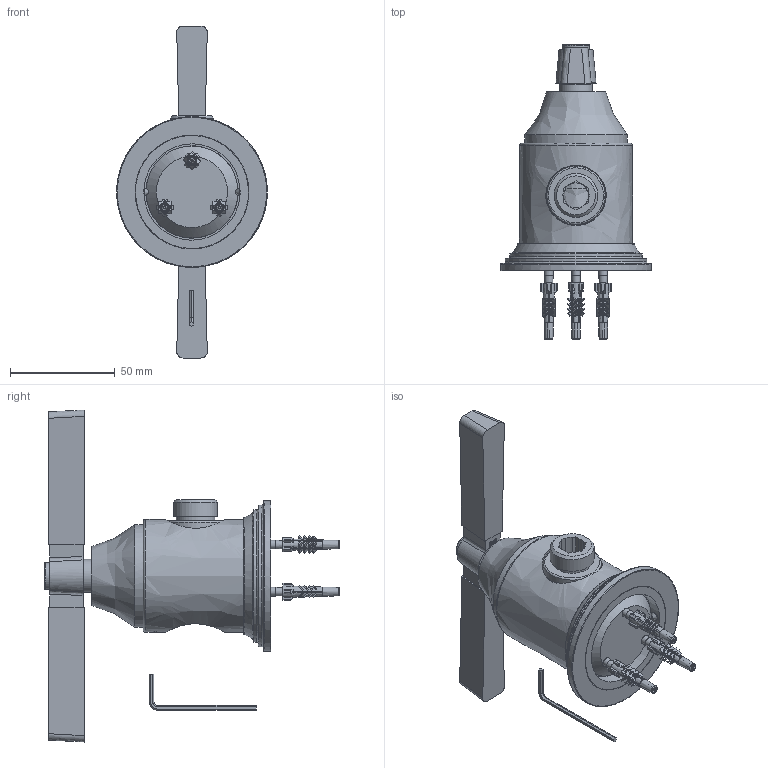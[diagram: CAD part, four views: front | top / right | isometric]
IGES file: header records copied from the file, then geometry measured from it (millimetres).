
Global section: file name: V641-TM; native system: Autodesk Inventor 2016; preprocessor: unknown; author: gwilkes; date: 20170224.080944; units: millimetre
Bounding box: 72 x 140.95 x 158.63 mm (x, y, z)
Volume: 185021.6 mm3; surface area: 89441.4 mm2
Topology: 42 solids, 42 shells, 1787 faces, 5090 edges, 3416 vertices
Faces by surface type: bspline 1787
